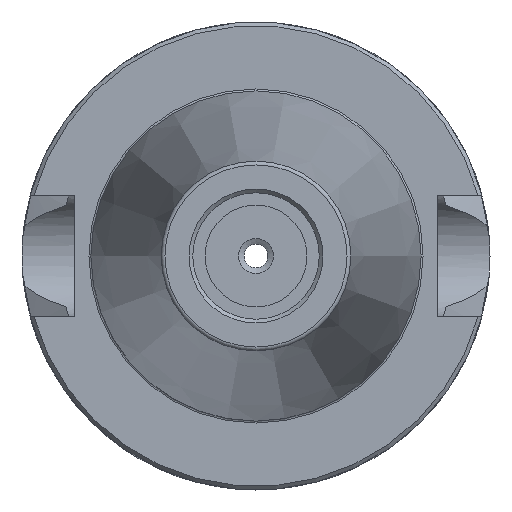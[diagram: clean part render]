
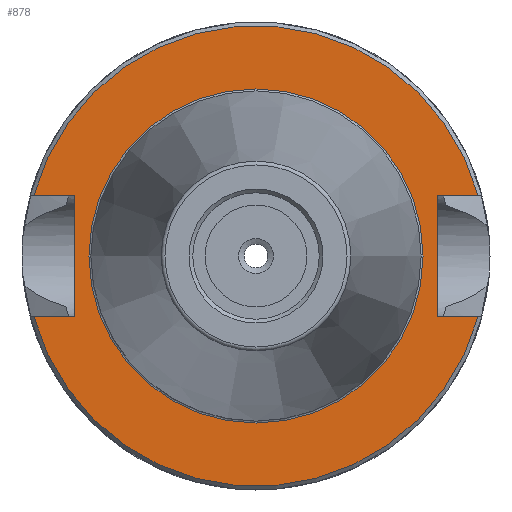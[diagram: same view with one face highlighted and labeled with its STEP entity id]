
A CAD part, left-side view. The second image highlights one B-rep face of the part: STEP entity #878.
In plain terms, the highlighted planar face has unit normal (-1, 0, 0).
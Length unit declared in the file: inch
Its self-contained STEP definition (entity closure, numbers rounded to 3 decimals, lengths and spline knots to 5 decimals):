
#100=LINE('',#1394,#157);
#106=LINE('',#1407,#163);
#108=LINE('',#1419,#165);
#110=LINE('',#1481,#167);
#116=LINE('',#1494,#173);
#119=LINE('',#1508,#176);
#157=VECTOR('',#1103,39.37008);
#163=VECTOR('',#1111,39.37008);
#165=VECTOR('',#1115,39.37008);
#167=VECTOR('',#1123,39.37008);
#173=VECTOR('',#1131,39.37008);
#176=VECTOR('',#1136,39.37008);
#222=FACE_BOUND('',#322,.T.);
#264=FACE_OUTER_BOUND('',#321,.T.);
#321=EDGE_LOOP('',(#763,#764,#765,#766,#767,#768,#769,#770));
#322=EDGE_LOOP('',(#771));
#352=CIRCLE('',#952,0.885);
#365=CIRCLE('',#974,1.22);
#368=CIRCLE('',#978,1.22);
#409=VERTEX_POINT('',#1388);
#410=VERTEX_POINT('',#1393);
#415=VERTEX_POINT('',#1404);
#416=VERTEX_POINT('',#1406);
#427=VERTEX_POINT('',#1475);
#428=VERTEX_POINT('',#1480);
#433=VERTEX_POINT('',#1491);
#434=VERTEX_POINT('',#1493);
#444=VERTEX_POINT('',#1560);
#503=EDGE_CURVE('',#409,#410,#100,.T.);
#509=EDGE_CURVE('',#415,#416,#106,.T.);
#513=EDGE_CURVE('',#410,#415,#108,.T.);
#524=EDGE_CURVE('',#428,#427,#110,.T.);
#530=EDGE_CURVE('',#434,#433,#116,.T.);
#535=EDGE_CURVE('',#428,#433,#119,.T.);
#545=EDGE_CURVE('',#444,#444,#352,.T.);
#563=EDGE_CURVE('',#409,#434,#365,.T.);
#566=EDGE_CURVE('',#427,#416,#368,.T.);
#763=ORIENTED_EDGE('',*,*,#509,.F.);
#764=ORIENTED_EDGE('',*,*,#513,.F.);
#765=ORIENTED_EDGE('',*,*,#503,.F.);
#766=ORIENTED_EDGE('',*,*,#563,.T.);
#767=ORIENTED_EDGE('',*,*,#530,.T.);
#768=ORIENTED_EDGE('',*,*,#535,.F.);
#769=ORIENTED_EDGE('',*,*,#524,.T.);
#770=ORIENTED_EDGE('',*,*,#566,.T.);
#771=ORIENTED_EDGE('',*,*,#545,.T.);
#836=PLANE('',#979);
#878=ADVANCED_FACE('',(#264,#222),#836,.F.);
#952=AXIS2_PLACEMENT_3D('',#1561,#1150,#1151);
#974=AXIS2_PLACEMENT_3D('',#1598,#1199,#1200);
#978=AXIS2_PLACEMENT_3D('',#1602,#1207,#1208);
#979=AXIS2_PLACEMENT_3D('',#1603,#1209,#1210);
#1103=DIRECTION('',(0.,-1.,0.));
#1111=DIRECTION('',(0.,1.,0.));
#1115=DIRECTION('',(0.,0.,1.));
#1123=DIRECTION('',(0.,-1.,0.));
#1131=DIRECTION('',(0.,1.,0.));
#1136=DIRECTION('',(0.,0.,-1.));
#1150=DIRECTION('center_axis',(1.,0.,0.));
#1151=DIRECTION('ref_axis',(0.,1.,0.));
#1199=DIRECTION('center_axis',(-1.,0.,0.));
#1200=DIRECTION('ref_axis',(0.,1.,0.));
#1207=DIRECTION('center_axis',(-1.,0.,0.));
#1208=DIRECTION('ref_axis',(0.,1.,0.));
#1209=DIRECTION('center_axis',(1.,0.,0.));
#1210=DIRECTION('ref_axis',(0.,1.,0.));
#1388=CARTESIAN_POINT('',(0.04,1.1766,-0.3225));
#1393=CARTESIAN_POINT('',(0.04,0.96,-0.3225));
#1394=CARTESIAN_POINT('',(0.04,0.875,-0.3225));
#1404=CARTESIAN_POINT('',(0.04,0.96,0.3225));
#1406=CARTESIAN_POINT('',(0.04,1.1766,0.3225));
#1407=CARTESIAN_POINT('',(0.04,0.875,0.3225));
#1419=CARTESIAN_POINT('',(0.04,0.96,0.));
#1475=CARTESIAN_POINT('',(0.04,-1.1766,0.3225));
#1480=CARTESIAN_POINT('',(0.04,-0.96,0.3225));
#1481=CARTESIAN_POINT('',(0.04,0.875,0.3225));
#1491=CARTESIAN_POINT('',(0.04,-0.96,-0.3225));
#1493=CARTESIAN_POINT('',(0.04,-1.1766,-0.3225));
#1494=CARTESIAN_POINT('',(0.04,0.875,-0.3225));
#1508=CARTESIAN_POINT('',(0.04,-0.96,0.));
#1560=CARTESIAN_POINT('',(0.04,-0.885,0.));
#1561=CARTESIAN_POINT('Origin',(0.04,0.,0.));
#1598=CARTESIAN_POINT('Origin',(0.04,0.,0.));
#1602=CARTESIAN_POINT('Origin',(0.04,0.,0.));
#1603=CARTESIAN_POINT('Origin',(0.04,0.875,0.));
